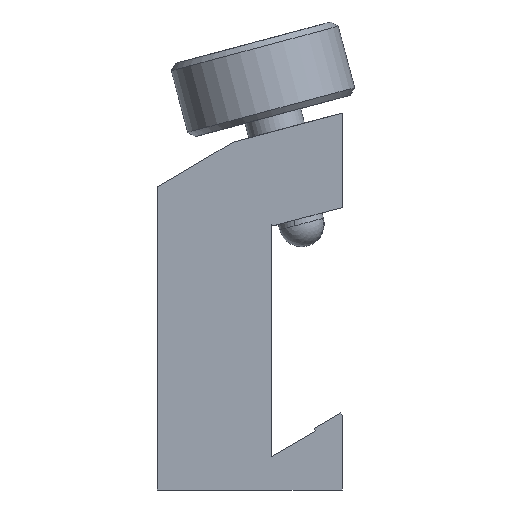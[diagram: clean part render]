
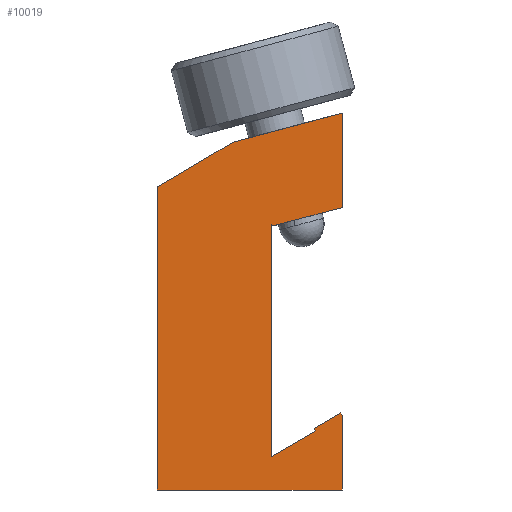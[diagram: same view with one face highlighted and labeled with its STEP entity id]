
A CAD part, left-side view. The second image highlights one B-rep face of the part: STEP entity #10019.
In plain terms, the highlighted planar face has unit normal (-1, 0, 0).
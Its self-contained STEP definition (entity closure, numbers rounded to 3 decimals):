
#170 = CARTESIAN_POINT ( 'NONE',  ( 0., 0., 0. ) ) ;
#280 = CARTESIAN_POINT ( 'NONE',  ( 0., 5.969, -28.809 ) ) ;
#435 = CARTESIAN_POINT ( 'NONE',  ( 0., 0., -25.363 ) ) ;
#566 = CARTESIAN_POINT ( 'NONE',  ( 0., 0., -31.598 ) ) ;
#812 = LINE ( 'NONE', #2230, #6937 ) ;
#1089 = CARTESIAN_POINT ( 'NONE',  ( 0., 5.969, -9.322 ) ) ;
#1171 = ORIENTED_EDGE ( 'NONE', *, *, #11244, .T. ) ;
#1199 = DIRECTION ( 'NONE',  ( 0., 0., -1. ) ) ;
#1209 = DIRECTION ( 'NONE',  ( 0., -0.866, 0.5 ) ) ;
#1228 = CARTESIAN_POINT ( 'NONE',  ( 0., 0., 0. ) ) ;
#1521 = VECTOR ( 'NONE', #8259, 1000. ) ;
#1819 = DIRECTION ( 'NONE',  ( 0., 0.5, 0.866 ) ) ;
#1849 = LINE ( 'NONE', #8645, #4911 ) ;
#2126 = LINE ( 'NONE', #8098, #4818 ) ;
#2230 = CARTESIAN_POINT ( 'NONE',  ( 0., 0., -31.598 ) ) ;
#2310 = CARTESIAN_POINT ( 'NONE',  ( 0., 15.494, -31.598 ) ) ;
#2374 = VECTOR ( 'NONE', #11310, 1000. ) ;
#2714 = ORIENTED_EDGE ( 'NONE', *, *, #7353, .F. ) ;
#2874 = ORIENTED_EDGE ( 'NONE', *, *, #12102, .F. ) ;
#3010 = LINE ( 'NONE', #9345, #8738 ) ;
#3044 = ORIENTED_EDGE ( 'NONE', *, *, #10794, .F. ) ;
#3215 = CARTESIAN_POINT ( 'NONE',  ( 0., 0., -31.598 ) ) ;
#3643 = VECTOR ( 'NONE', #5477, 1000. ) ;
#3719 = VECTOR ( 'NONE', #1209, 1000. ) ;
#3898 = VECTOR ( 'NONE', #12470, 1000. ) ;
#4066 = LINE ( 'NONE', #4650, #3719 ) ;
#4115 = ORIENTED_EDGE ( 'NONE', *, *, #13381, .T. ) ;
#4244 = VERTEX_POINT ( 'NONE', #1228 ) ;
#4245 = ORIENTED_EDGE ( 'NONE', *, *, #8744, .T. ) ;
#4263 = VERTEX_POINT ( 'NONE', #1089 ) ;
#4282 = CARTESIAN_POINT ( 'NONE',  ( 0., 0., -31.598 ) ) ;
#4335 = CARTESIAN_POINT ( 'NONE',  ( 0., 5.969, -28.809 ) ) ;
#4603 = VERTEX_POINT ( 'NONE', #13820 ) ;
#4650 = CARTESIAN_POINT ( 'NONE',  ( 0., 2.357, -26.43 ) ) ;
#4778 = AXIS2_PLACEMENT_3D ( 'NONE', #4282, #12287, #5426 ) ;
#4818 = VECTOR ( 'NONE', #1199, 1000. ) ;
#4820 = FACE_OUTER_BOUND ( 'NONE', #6829, .T. ) ;
#4911 = VECTOR ( 'NONE', #7434, 1000. ) ;
#5135 = VERTEX_POINT ( 'NONE', #7295 ) ;
#5198 = LINE ( 'NONE', #3215, #8249 ) ;
#5426 = DIRECTION ( 'NONE',  ( 0., 0., 1. ) ) ;
#5435 = LINE ( 'NONE', #5461, #2374 ) ;
#5461 = CARTESIAN_POINT ( 'NONE',  ( 0., 9.144, -2.438 ) ) ;
#5477 = DIRECTION ( 'NONE',  ( 0., -0.866, 0.5 ) ) ;
#6111 = CARTESIAN_POINT ( 'NONE',  ( 0., 2.357, -26.43 ) ) ;
#6122 = CARTESIAN_POINT ( 'NONE',  ( 0., 0.127, -25.143 ) ) ;
#6126 = ORIENTED_EDGE ( 'NONE', *, *, #14742, .F. ) ;
#6472 = DIRECTION ( 'NONE',  ( 0., -0.5, -0.866 ) ) ;
#6829 = EDGE_LOOP ( 'NONE', ( #9368, #14968, #10280, #4115, #4245, #2874, #2714, #12545, #11449, #10236, #6126, #3044, #1171 ) ) ;
#6937 = VECTOR ( 'NONE', #10254, 1000. ) ;
#7294 = VERTEX_POINT ( 'NONE', #6122 ) ;
#7295 = CARTESIAN_POINT ( 'NONE',  ( 0., 9.144, -2.438 ) ) ;
#7353 = EDGE_CURVE ( 'NONE', #12314, #7294, #4066, .T. ) ;
#7366 = LINE ( 'NONE', #9955, #10401 ) ;
#7396 = EDGE_CURVE ( 'NONE', #5135, #4244, #10310, .T. ) ;
#7434 = DIRECTION ( 'NONE',  ( 0., 0., 1. ) ) ;
#7613 = CARTESIAN_POINT ( 'NONE',  ( 0., 5.749, -9.449 ) ) ;
#8070 = DIRECTION ( 'NONE',  ( 0., 0., 1. ) ) ;
#8084 = VECTOR ( 'NONE', #8070, 1000. ) ;
#8098 = CARTESIAN_POINT ( 'NONE',  ( 0., 5.969, -9.322 ) ) ;
#8202 = EDGE_CURVE ( 'NONE', #11775, #4603, #12775, .T. ) ;
#8249 = VECTOR ( 'NONE', #10011, 1000. ) ;
#8259 = DIRECTION ( 'NONE',  ( 0., -0.966, 0.258 ) ) ;
#8383 = VERTEX_POINT ( 'NONE', #10271 ) ;
#8468 = EDGE_CURVE ( 'NONE', #8383, #9800, #11134, .T. ) ;
#8645 = CARTESIAN_POINT ( 'NONE',  ( 0., 0., -31.598 ) ) ;
#8738 = VECTOR ( 'NONE', #11654, 1000. ) ;
#8744 = EDGE_CURVE ( 'NONE', #9986, #11943, #5198, .T. ) ;
#8861 = EDGE_CURVE ( 'NONE', #4263, #11775, #2126, .T. ) ;
#9345 = CARTESIAN_POINT ( 'NONE',  ( 0., 5.969, -9.322 ) ) ;
#9368 = ORIENTED_EDGE ( 'NONE', *, *, #7396, .F. ) ;
#9691 = CARTESIAN_POINT ( 'NONE',  ( 0., 15.494, -6.198 ) ) ;
#9800 = VERTEX_POINT ( 'NONE', #9691 ) ;
#9865 = CARTESIAN_POINT ( 'NONE',  ( 0., 2.23, -26.65 ) ) ;
#9955 = CARTESIAN_POINT ( 'NONE',  ( 0., 0.127, -25.143 ) ) ;
#9986 = VERTEX_POINT ( 'NONE', #566 ) ;
#10011 = DIRECTION ( 'NONE',  ( 0., 0., 1. ) ) ;
#10019 = ADVANCED_FACE ( 'NONE', ( #4820 ), #12146, .T. ) ;
#10236 = ORIENTED_EDGE ( 'NONE', *, *, #8861, .F. ) ;
#10254 = DIRECTION ( 'NONE',  ( 0., -1., 0. ) ) ;
#10271 = CARTESIAN_POINT ( 'NONE',  ( 0., 15.494, -31.598 ) ) ;
#10280 = ORIENTED_EDGE ( 'NONE', *, *, #8468, .F. ) ;
#10310 = LINE ( 'NONE', #170, #1521 ) ;
#10345 = CARTESIAN_POINT ( 'NONE',  ( 0., 0., -7.916 ) ) ;
#10401 = VECTOR ( 'NONE', #6472, 1000. ) ;
#10794 = EDGE_CURVE ( 'NONE', #13409, #11411, #13024, .T. ) ;
#11134 = LINE ( 'NONE', #2310, #8084 ) ;
#11244 = EDGE_CURVE ( 'NONE', #13409, #4244, #1849, .T. ) ;
#11305 = CARTESIAN_POINT ( 'NONE',  ( 0., 5.749, -9.449 ) ) ;
#11310 = DIRECTION ( 'NONE',  ( 0., -0.861, 0.509 ) ) ;
#11411 = VERTEX_POINT ( 'NONE', #7613 ) ;
#11449 = ORIENTED_EDGE ( 'NONE', *, *, #8202, .F. ) ;
#11500 = VECTOR ( 'NONE', #1819, 1000. ) ;
#11522 = EDGE_CURVE ( 'NONE', #9800, #5135, #5435, .T. ) ;
#11654 = DIRECTION ( 'NONE',  ( 0., 0.866, 0.5 ) ) ;
#11775 = VERTEX_POINT ( 'NONE', #280 ) ;
#11943 = VERTEX_POINT ( 'NONE', #435 ) ;
#12043 = EDGE_CURVE ( 'NONE', #4603, #12314, #14592, .T. ) ;
#12102 = EDGE_CURVE ( 'NONE', #7294, #11943, #7366, .T. ) ;
#12146 = PLANE ( 'NONE',  #4778 ) ;
#12287 = DIRECTION ( 'NONE',  ( -1., 0., 0. ) ) ;
#12314 = VERTEX_POINT ( 'NONE', #6111 ) ;
#12470 = DIRECTION ( 'NONE',  ( 0., 0.966, -0.258 ) ) ;
#12545 = ORIENTED_EDGE ( 'NONE', *, *, #12043, .F. ) ;
#12775 = LINE ( 'NONE', #4335, #3643 ) ;
#13024 = LINE ( 'NONE', #11305, #3898 ) ;
#13381 = EDGE_CURVE ( 'NONE', #8383, #9986, #812, .T. ) ;
#13409 = VERTEX_POINT ( 'NONE', #10345 ) ;
#13820 = CARTESIAN_POINT ( 'NONE',  ( 0., 2.23, -26.65 ) ) ;
#14592 = LINE ( 'NONE', #9865, #11500 ) ;
#14742 = EDGE_CURVE ( 'NONE', #11411, #4263, #3010, .T. ) ;
#14968 = ORIENTED_EDGE ( 'NONE', *, *, #11522, .F. ) ;
